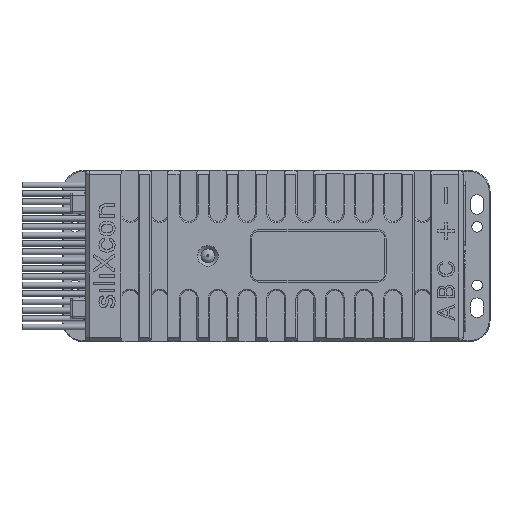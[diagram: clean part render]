
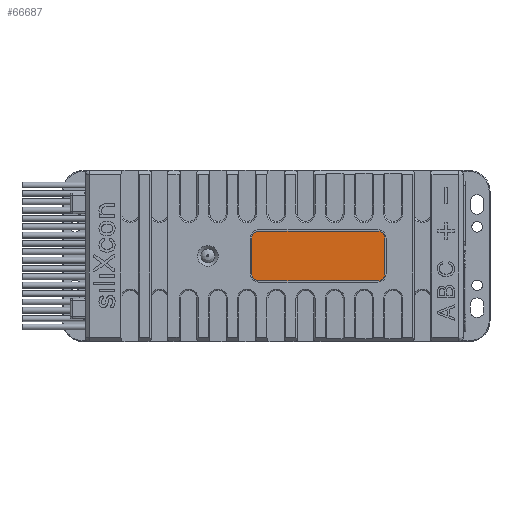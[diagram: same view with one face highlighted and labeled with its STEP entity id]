
A CAD part, top view. The second image highlights one B-rep face of the part: STEP entity #66687.
In plain terms, the highlighted planar face has unit normal (0, 0, 1).
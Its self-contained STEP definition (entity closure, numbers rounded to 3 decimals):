
#5167=PLANE('',#72211);
#8653=FACE_OUTER_BOUND('',#12750,.T.);
#12750=EDGE_LOOP('',(#59580,#59581,#59582,#59583,#59584,#59585,#59586,#59587));
#18210=LINE('',#118360,#23950);
#18214=LINE('',#118372,#23954);
#18218=LINE('',#118384,#23958);
#18222=LINE('',#118396,#23962);
#23950=VECTOR('',#87309,10.);
#23954=VECTOR('',#87321,10.);
#23958=VECTOR('',#87333,10.);
#23962=VECTOR('',#87345,10.);
#26957=CIRCLE('',#72198,1.7);
#26959=CIRCLE('',#72202,1.7);
#26961=CIRCLE('',#72206,1.7);
#26963=CIRCLE('',#72210,1.7);
#32459=VERTEX_POINT('',#118357);
#32460=VERTEX_POINT('',#118359);
#32462=VERTEX_POINT('',#118365);
#32464=VERTEX_POINT('',#118371);
#32466=VERTEX_POINT('',#118377);
#32468=VERTEX_POINT('',#118383);
#32470=VERTEX_POINT('',#118389);
#32472=VERTEX_POINT('',#118395);
#41682=EDGE_CURVE('',#32460,#32459,#18210,.T.);
#41685=EDGE_CURVE('',#32462,#32460,#26957,.T.);
#41688=EDGE_CURVE('',#32464,#32462,#18214,.T.);
#41691=EDGE_CURVE('',#32466,#32464,#26959,.T.);
#41694=EDGE_CURVE('',#32468,#32466,#18218,.T.);
#41697=EDGE_CURVE('',#32470,#32468,#26961,.T.);
#41700=EDGE_CURVE('',#32472,#32470,#18222,.T.);
#41703=EDGE_CURVE('',#32459,#32472,#26963,.T.);
#59580=ORIENTED_EDGE('',*,*,#41682,.T.);
#59581=ORIENTED_EDGE('',*,*,#41703,.T.);
#59582=ORIENTED_EDGE('',*,*,#41700,.T.);
#59583=ORIENTED_EDGE('',*,*,#41697,.T.);
#59584=ORIENTED_EDGE('',*,*,#41694,.T.);
#59585=ORIENTED_EDGE('',*,*,#41691,.T.);
#59586=ORIENTED_EDGE('',*,*,#41688,.T.);
#59587=ORIENTED_EDGE('',*,*,#41685,.T.);
#66687=ADVANCED_FACE('',(#8653),#5167,.T.);
#72198=AXIS2_PLACEMENT_3D('',#118366,#87315,#87316);
#72202=AXIS2_PLACEMENT_3D('',#118378,#87327,#87328);
#72206=AXIS2_PLACEMENT_3D('',#118390,#87339,#87340);
#72210=AXIS2_PLACEMENT_3D('',#118400,#87351,#87352);
#72211=AXIS2_PLACEMENT_3D('',#118401,#87353,#87354);
#87309=DIRECTION('',(-1.,0.,0.));
#87315=DIRECTION('center_axis',(0.,0.,1.));
#87316=DIRECTION('ref_axis',(1.,0.,0.));
#87321=DIRECTION('',(0.,1.,0.));
#87327=DIRECTION('center_axis',(0.,0.,1.));
#87328=DIRECTION('ref_axis',(0.,-1.,0.));
#87333=DIRECTION('',(1.,0.,0.));
#87339=DIRECTION('center_axis',(0.,0.,1.));
#87340=DIRECTION('ref_axis',(-1.,0.,0.));
#87345=DIRECTION('',(0.,-1.,0.));
#87351=DIRECTION('center_axis',(0.,0.,1.));
#87352=DIRECTION('ref_axis',(0.,1.,0.));
#87353=DIRECTION('center_axis',(0.,0.,1.));
#87354=DIRECTION('ref_axis',(1.,0.,0.));
#118357=CARTESIAN_POINT('',(2.,5.95,16.1));
#118359=CARTESIAN_POINT('',(30.5,5.95,16.1));
#118360=CARTESIAN_POINT('',(23.375,5.95,16.1));
#118365=CARTESIAN_POINT('',(32.2,4.25,16.1));
#118366=CARTESIAN_POINT('Origin',(30.5,4.25,16.1));
#118371=CARTESIAN_POINT('',(32.2,-4.25,16.1));
#118372=CARTESIAN_POINT('',(32.2,-2.125,16.1));
#118377=CARTESIAN_POINT('',(30.5,-5.95,16.1));
#118378=CARTESIAN_POINT('Origin',(30.5,-4.25,16.1));
#118383=CARTESIAN_POINT('',(2.,-5.95,16.1));
#118384=CARTESIAN_POINT('',(9.125,-5.95,16.1));
#118389=CARTESIAN_POINT('',(0.3,-4.25,16.1));
#118390=CARTESIAN_POINT('Origin',(2.,-4.25,16.1));
#118395=CARTESIAN_POINT('',(0.3,4.25,16.1));
#118396=CARTESIAN_POINT('',(0.3,2.125,16.1));
#118400=CARTESIAN_POINT('Origin',(2.,4.25,16.1));
#118401=CARTESIAN_POINT('Origin',(16.25,0.,16.1));
